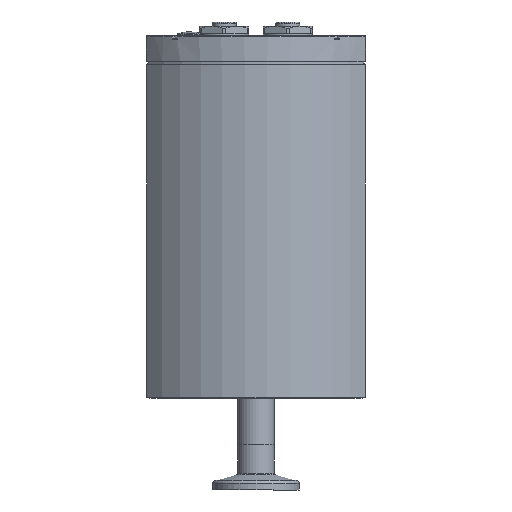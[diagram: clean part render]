
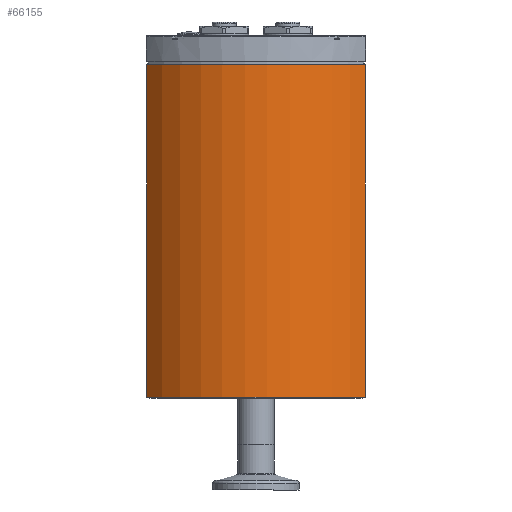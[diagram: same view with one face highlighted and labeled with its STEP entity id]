
A CAD part, left-side view. The second image highlights one B-rep face of the part: STEP entity #66155.
In plain terms, the highlighted cylindrical face has radius 48.5 mm (diameter 97 mm), a partial arc.
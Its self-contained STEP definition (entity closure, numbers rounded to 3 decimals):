
#3840=CIRCLE('',#70660,48.5);
#3851=CIRCLE('',#70679,48.5);
#7428=CYLINDRICAL_SURFACE('',#70678,48.5);
#9138=FACE_OUTER_BOUND('',#12908,.T.);
#12908=EDGE_LOOP('',(#45021,#45022,#45023,#45024));
#17089=LINE('',#103674,#21782);
#17090=LINE('',#103678,#21783);
#21782=VECTOR('',#80071,10.);
#21783=VECTOR('',#80076,10.);
#27528=VERTEX_POINT('',#103628);
#27529=VERTEX_POINT('',#103630);
#27543=VERTEX_POINT('',#103672);
#27544=VERTEX_POINT('',#103676);
#34128=EDGE_CURVE('',#27528,#27529,#3840,.T.);
#34150=EDGE_CURVE('',#27543,#27529,#17089,.T.);
#34151=EDGE_CURVE('',#27543,#27544,#3851,.T.);
#34152=EDGE_CURVE('',#27544,#27528,#17090,.T.);
#45021=ORIENTED_EDGE('',*,*,#34151,.F.);
#45022=ORIENTED_EDGE('',*,*,#34150,.T.);
#45023=ORIENTED_EDGE('',*,*,#34128,.F.);
#45024=ORIENTED_EDGE('',*,*,#34152,.F.);
#66155=ADVANCED_FACE('',(#9138),#7428,.T.);
#70660=AXIS2_PLACEMENT_3D('',#103631,#80024,#80025);
#70678=AXIS2_PLACEMENT_3D('',#103675,#80072,#80073);
#70679=AXIS2_PLACEMENT_3D('',#103677,#80074,#80075);
#80024=DIRECTION('center_axis',(0.,0.,
1.));
#80025=DIRECTION('ref_axis',(-0.626,-0.78,0.));
#80071=DIRECTION('',(0.,0.,1.));
#80072=DIRECTION('center_axis',(0.,0.,
1.));
#80073=DIRECTION('ref_axis',(-0.626,-0.78,0.));
#80074=DIRECTION('center_axis',(0.,0.,
-1.));
#80075=DIRECTION('ref_axis',(-0.626,-0.78,0.));
#80076=DIRECTION('',(0.,0.,1.));
#103628=CARTESIAN_POINT('',(-19.849,37.831,124.6));
#103630=CARTESIAN_POINT('',(-19.849,-37.831,124.6));
#103631=CARTESIAN_POINT('Origin',(10.5,0.,
124.6));
#103672=CARTESIAN_POINT('',(-19.849,-37.831,9.6));
#103674=CARTESIAN_POINT('',(-19.849,-37.831,9.6));
#103675=CARTESIAN_POINT('Origin',(10.5,0.,9.6));
#103676=CARTESIAN_POINT('',(-19.849,37.831,9.6));
#103677=CARTESIAN_POINT('Origin',(10.5,0.,9.6));
#103678=CARTESIAN_POINT('',(-19.849,37.831,9.6));
